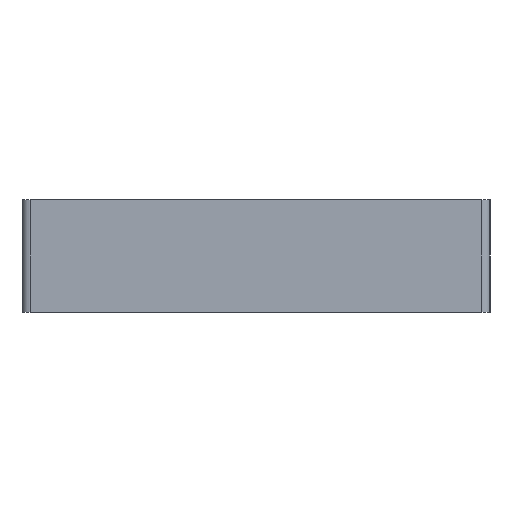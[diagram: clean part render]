
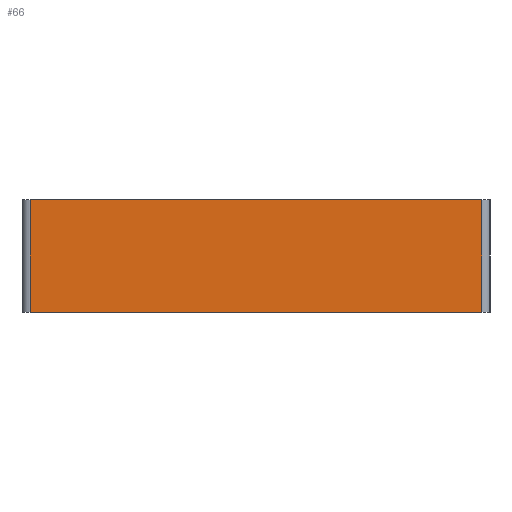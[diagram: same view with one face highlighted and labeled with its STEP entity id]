
A CAD part, left-side view. The second image highlights one B-rep face of the part: STEP entity #66.
In plain terms, the highlighted planar face has unit normal (-1, 0, 0).
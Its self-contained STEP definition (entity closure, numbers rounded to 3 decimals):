
#66=ADVANCED_FACE('',(#713),#715,.T.);
#713=FACE_BOUND('',#714,.T.);
#714=EDGE_LOOP('',(#1278,#1279,#1280,#1281));
#715=PLANE('',#716);
#716=AXIS2_PLACEMENT_3D('',#717,#718,#719);
#717=CARTESIAN_POINT('',(0.,29.,0.));
#718=DIRECTION('',(-1.,0.,0.));
#719=DIRECTION('',(0.,0.,1.));
#1278=ORIENTED_EDGE('',*,*,#1461,.T.);
#1279=ORIENTED_EDGE('',*,*,#1462,.T.);
#1280=ORIENTED_EDGE('',*,*,#1426,.T.);
#1281=ORIENTED_EDGE('',*,*,#1463,.T.);
#1426=EDGE_CURVE('',#1518,#1519,#1520,.T.);
#1461=EDGE_CURVE('',#1587,#1588,#1589,.T.);
#1462=EDGE_CURVE('',#1588,#1518,#1590,.T.);
#1463=EDGE_CURVE('',#1519,#1587,#1591,.T.);
#1518=VERTEX_POINT('',#1690);
#1519=VERTEX_POINT('',#1691);
#1520=LINE('',#1692,#1693);
#1587=VERTEX_POINT('',#1857);
#1588=VERTEX_POINT('',#1858);
#1589=LINE('',#1859,#1860);
#1590=LINE('',#1862,#1863);
#1591=LINE('',#1865,#1866);
#1690=CARTESIAN_POINT('',(0.,1.,14.));
#1691=CARTESIAN_POINT('',(0.,57.,14.));
#1692=CARTESIAN_POINT('',(0.,1.,14.));
#1693=VECTOR('',#1694,1.);
#1694=DIRECTION('',(0.,1.,0.));
#1857=CARTESIAN_POINT('',(0.,57.,0.));
#1858=CARTESIAN_POINT('',(0.,1.,0.));
#1859=CARTESIAN_POINT('',(0.,57.,0.));
#1860=VECTOR('',#1861,1.);
#1861=DIRECTION('',(0.,-1.,0.));
#1862=CARTESIAN_POINT('',(0.,1.,0.));
#1863=VECTOR('',#1864,1.);
#1864=DIRECTION('',(0.,0.,1.));
#1865=CARTESIAN_POINT('',(0.,57.,14.));
#1866=VECTOR('',#1867,1.);
#1867=DIRECTION('',(0.,0.,-1.));
